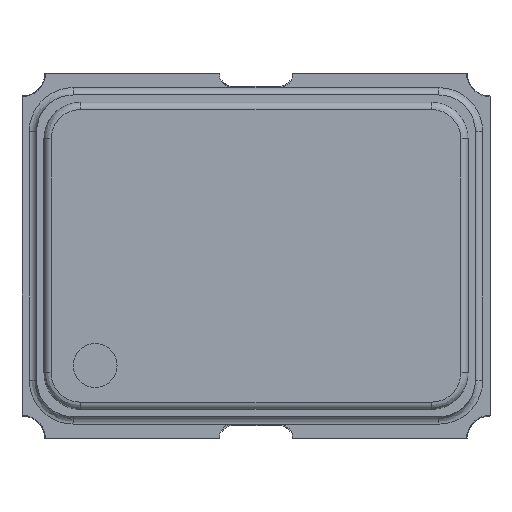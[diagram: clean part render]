
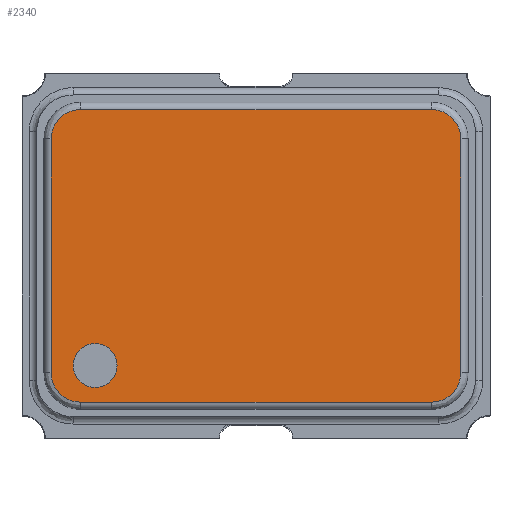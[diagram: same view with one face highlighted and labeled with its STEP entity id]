
A CAD part, top view. The second image highlights one B-rep face of the part: STEP entity #2340.
In plain terms, the highlighted planar face has unit normal (0, 0, 1).
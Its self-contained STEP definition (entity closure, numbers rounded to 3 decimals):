
#108 = LINE ( 'NONE', #2189, #314 ) ;
#127 = CARTESIAN_POINT ( 'NONE',  ( 1.4, -0.8, 1.05 ) ) ;
#150 = PLANE ( 'NONE',  #1417 ) ;
#196 = CARTESIAN_POINT ( 'NONE',  ( -0.95, -0.75, 1.05 ) ) ;
#210 = DIRECTION ( 'NONE',  ( -1., 0., 0. ) ) ;
#220 = AXIS2_PLACEMENT_3D ( 'NONE', #4151, #2042, #412 ) ;
#270 = CARTESIAN_POINT ( 'NONE',  ( 1.2, 1., 1.05 ) ) ;
#314 = VECTOR ( 'NONE', #1390, 1000. ) ;
#335 = EDGE_CURVE ( 'NONE', #3725, #1802, #3267, .T. ) ;
#383 = CARTESIAN_POINT ( 'NONE',  ( 1.256, 1., 1.05 ) ) ;
#412 = DIRECTION ( 'NONE',  ( 1., 0., 0. ) ) ;
#490 = CARTESIAN_POINT ( 'NONE',  ( -1.4, 0.856, 1.05 ) ) ;
#520 = B_SPLINE_CURVE_WITH_KNOTS ( 'NONE', 3,
 ( #1296, #3012, #4811, #4726, #490, #992 ),
 .UNSPECIFIED., .F., .F.,
 ( 4, 2, 4 ),
 ( 0., 0.5, 1. ),
 .UNSPECIFIED. ) ;
#579 = LINE ( 'NONE', #270, #2245 ) ;
#782 = ORIENTED_EDGE ( 'NONE', *, *, #1846, .T. ) ;
#792 = CARTESIAN_POINT ( 'NONE',  ( 1.302, -0.98, 1.05 ) ) ;
#798 = CARTESIAN_POINT ( 'NONE',  ( 1.303, 0.98, 1.05 ) ) ;
#869 = EDGE_CURVE ( 'NONE', #2145, #2834, #3960, .T. ) ;
#876 = CARTESIAN_POINT ( 'NONE',  ( 1.255, -1., 1.05 ) ) ;
#965 = EDGE_CURVE ( 'NONE', #1802, #1355, #2916, .T. ) ;
#991 = CARTESIAN_POINT ( 'NONE',  ( -1.4, -0.8, 1.05 ) ) ;
#992 = CARTESIAN_POINT ( 'NONE',  ( -1.4, 0.8, 1.05 ) ) ;
#1010 = ORIENTED_EDGE ( 'NONE', *, *, #1861, .T. ) ;
#1104 = VERTEX_POINT ( 'NONE', #2753 ) ;
#1222 = CARTESIAN_POINT ( 'NONE',  ( 1.4, 0.8, 1.05 ) ) ;
#1296 = CARTESIAN_POINT ( 'NONE',  ( -1.2, 1., 1.05 ) ) ;
#1355 = VERTEX_POINT ( 'NONE', #1502 ) ;
#1361 = VECTOR ( 'NONE', #4366, 1000. ) ;
#1378 = CIRCLE ( 'NONE', #220, 0.15 ) ;
#1390 = DIRECTION ( 'NONE',  ( 0., 1., 0. ) ) ;
#1417 = AXIS2_PLACEMENT_3D ( 'NONE', #4859, #3245, #4835 ) ;
#1449 = ORIENTED_EDGE ( 'NONE', *, *, #869, .T. ) ;
#1453 = FACE_OUTER_BOUND ( 'NONE', #5510, .T. ) ;
#1502 = CARTESIAN_POINT ( 'NONE',  ( -1.2, -1., 1.05 ) ) ;
#1702 = ORIENTED_EDGE ( 'NONE', *, *, #3600, .T. ) ;
#1788 = CARTESIAN_POINT ( 'NONE',  ( -1.303, -0.98, 1.05 ) ) ;
#1789 = CARTESIAN_POINT ( 'NONE',  ( -1.4, 0.8, 1.05 ) ) ;
#1802 = VERTEX_POINT ( 'NONE', #2343 ) ;
#1836 = VERTEX_POINT ( 'NONE', #2484 ) ;
#1846 = EDGE_CURVE ( 'NONE', #4130, #5265, #3550, .T. ) ;
#1861 = EDGE_CURVE ( 'NONE', #1104, #1836, #5034, .T. ) ;
#1957 = CARTESIAN_POINT ( 'NONE',  ( -1.2, 1., 1.05 ) ) ;
#2042 = DIRECTION ( 'NONE',  ( 0., 0., -1. ) ) ;
#2067 = CARTESIAN_POINT ( 'NONE',  ( 1.2, 1., 1.05 ) ) ;
#2121 = CARTESIAN_POINT ( 'NONE',  ( 1.4, -0.8, 1.05 ) ) ;
#2126 = CARTESIAN_POINT ( 'NONE',  ( -1.1, -0.75, 1.05 ) ) ;
#2145 = VERTEX_POINT ( 'NONE', #2554 ) ;
#2189 = CARTESIAN_POINT ( 'NONE',  ( 1.4, 0.8, 1.05 ) ) ;
#2245 = VECTOR ( 'NONE', #210, 1000. ) ;
#2340 = ADVANCED_FACE ( 'NONE', ( #3660, #1453 ), #150, .T. ) ;
#2343 = CARTESIAN_POINT ( 'NONE',  ( -1.4, -0.8, 1.05 ) ) ;
#2484 = CARTESIAN_POINT ( 'NONE',  ( 1.2, 1., 1.05 ) ) ;
#2516 = ORIENTED_EDGE ( 'NONE', *, *, #965, .T. ) ;
#2554 = CARTESIAN_POINT ( 'NONE',  ( 1.2, -1., 1.05 ) ) ;
#2610 = CARTESIAN_POINT ( 'NONE',  ( 1.2, -1., 1.05 ) ) ;
#2693 = CARTESIAN_POINT ( 'NONE',  ( -1.2, -1., 1.05 ) ) ;
#2731 = ORIENTED_EDGE ( 'NONE', *, *, #5230, .T. ) ;
#2753 = CARTESIAN_POINT ( 'NONE',  ( 1.4, 0.8, 1.05 ) ) ;
#2834 = VERTEX_POINT ( 'NONE', #127 ) ;
#2835 = CARTESIAN_POINT ( 'NONE',  ( -1.4, 0.8, 1.05 ) ) ;
#2916 = B_SPLINE_CURVE_WITH_KNOTS ( 'NONE', 3,
 ( #991, #4313, #3542, #1788, #4339, #2693 ),
 .UNSPECIFIED., .F., .F.,
 ( 4, 2, 4 ),
 ( 0., 0.5, 1. ),
 .UNSPECIFIED. ) ;
#2937 = CARTESIAN_POINT ( 'NONE',  ( 1.4, -0.856, 1.05 ) ) ;
#2953 = ORIENTED_EDGE ( 'NONE', *, *, #4507, .T. ) ;
#3012 = CARTESIAN_POINT ( 'NONE',  ( -1.255, 1., 1.05 ) ) ;
#3245 = DIRECTION ( 'NONE',  ( 0., 0., 1. ) ) ;
#3267 = LINE ( 'NONE', #2835, #5216 ) ;
#3304 = CARTESIAN_POINT ( 'NONE',  ( 1.2, -1., 1.05 ) ) ;
#3453 = EDGE_LOOP ( 'NONE', ( #782, #3755 ) ) ;
#3542 = CARTESIAN_POINT ( 'NONE',  ( -1.38, -0.902, 1.05 ) ) ;
#3550 = CIRCLE ( 'NONE', #4434, 0.15 ) ;
#3600 = EDGE_CURVE ( 'NONE', #4930, #3725, #520, .T. ) ;
#3655 = EDGE_CURVE ( 'NONE', #1355, #2145, #5223, .T. ) ;
#3660 = FACE_BOUND ( 'NONE', #3453, .T. ) ;
#3725 = VERTEX_POINT ( 'NONE', #1789 ) ;
#3755 = ORIENTED_EDGE ( 'NONE', *, *, #4728, .T. ) ;
#3802 = CARTESIAN_POINT ( 'NONE',  ( 1.38, -0.903, 1.05 ) ) ;
#3960 = B_SPLINE_CURVE_WITH_KNOTS ( 'NONE', 3,
 ( #3304, #876, #792, #3802, #2937, #2121 ),
 .UNSPECIFIED., .F., .F.,
 ( 4, 2, 4 ),
 ( 0., 0.5, 1. ),
 .UNSPECIFIED. ) ;
#4125 = CARTESIAN_POINT ( 'NONE',  ( 1.4, 0.855, 1.05 ) ) ;
#4130 = VERTEX_POINT ( 'NONE', #196 ) ;
#4151 = CARTESIAN_POINT ( 'NONE',  ( -1.1, -0.75, 1.05 ) ) ;
#4153 = DIRECTION ( 'NONE',  ( 0., 0., -1. ) ) ;
#4160 = DIRECTION ( 'NONE',  ( 0., -1., 0. ) ) ;
#4313 = CARTESIAN_POINT ( 'NONE',  ( -1.4, -0.855, 1.05 ) ) ;
#4339 = CARTESIAN_POINT ( 'NONE',  ( -1.256, -1., 1.05 ) ) ;
#4366 = DIRECTION ( 'NONE',  ( 1., 0., 0. ) ) ;
#4434 = AXIS2_PLACEMENT_3D ( 'NONE', #2126, #4153, #5467 ) ;
#4468 = ORIENTED_EDGE ( 'NONE', *, *, #3655, .T. ) ;
#4507 = EDGE_CURVE ( 'NONE', #2834, #1104, #108, .T. ) ;
#4614 = CARTESIAN_POINT ( 'NONE',  ( 1.38, 0.902, 1.05 ) ) ;
#4726 = CARTESIAN_POINT ( 'NONE',  ( -1.38, 0.903, 1.05 ) ) ;
#4728 = EDGE_CURVE ( 'NONE', #5265, #4130, #1378, .T. ) ;
#4811 = CARTESIAN_POINT ( 'NONE',  ( -1.302, 0.98, 1.05 ) ) ;
#4835 = DIRECTION ( 'NONE',  ( 1., 0., 0. ) ) ;
#4859 = CARTESIAN_POINT ( 'NONE',  ( 1.2, 0.8, 1.05 ) ) ;
#4930 = VERTEX_POINT ( 'NONE', #1957 ) ;
#5034 = B_SPLINE_CURVE_WITH_KNOTS ( 'NONE', 3,
 ( #1222, #4125, #4614, #798, #383, #2067 ),
 .UNSPECIFIED., .F., .F.,
 ( 4, 2, 4 ),
 ( 0., 0.5, 1. ),
 .UNSPECIFIED. ) ;
#5071 = ORIENTED_EDGE ( 'NONE', *, *, #335, .T. ) ;
#5216 = VECTOR ( 'NONE', #4160, 1000. ) ;
#5223 = LINE ( 'NONE', #2610, #1361 ) ;
#5230 = EDGE_CURVE ( 'NONE', #1836, #4930, #579, .T. ) ;
#5265 = VERTEX_POINT ( 'NONE', #5430 ) ;
#5430 = CARTESIAN_POINT ( 'NONE',  ( -1.25, -0.75, 1.05 ) ) ;
#5467 = DIRECTION ( 'NONE',  ( 1., 0., 0. ) ) ;
#5510 = EDGE_LOOP ( 'NONE', ( #2731, #1702, #5071, #2516, #4468, #1449, #2953, #1010 ) ) ;
